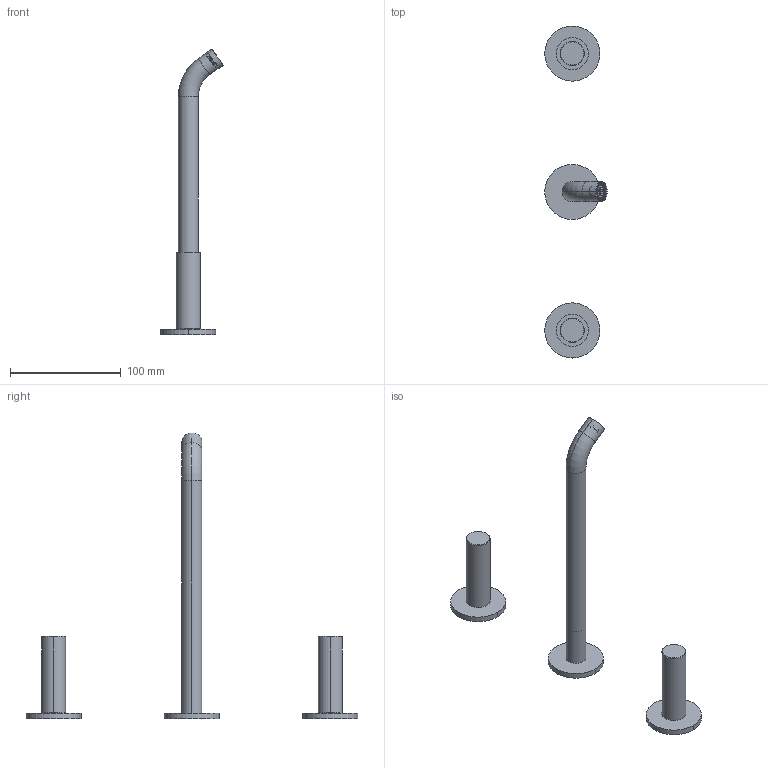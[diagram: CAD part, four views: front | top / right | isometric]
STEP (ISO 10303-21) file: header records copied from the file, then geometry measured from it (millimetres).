
FILE_DESCRIPTION(('CATIA V5 STEP Exchange','CAx-IF Rec.Pracs.--- Model Styling and Organization---1.5--- 2016-08-15','CAx-IF Rec.Pracs.---Supplemental Geometry---1.0---2011-11-01','CAx-IF Rec.Pracs.--- Composite Materials ---3.4---2017-06-13','CAx-IF Rec.Pracs.---Tessellated 3D Geometry---1.0---2015-12-17'),'2;1');
FILE_NAME('X3 01351.stp','2022-09-13T13:21:27+00:00',('none'),('none'),'CATIA Version 5-6 Release 2020 SP2','CATIA V5 STEP AP242 v2','none');
FILE_SCHEMA(('AP242_MANAGED_MODEL_BASED_3D_ENGINEERING_MIM_LF {1 0 10303 442 1 1 4}'));
Length unit declared in the file: millimetre
Products named in the file (7): PR.0484.03; P46886; P46891; PR9C174; P47253; P9C168; P47568
Assembly tree (8 placements, depth 3):
  PR.0484.03
    P46886  x2
    P46891
    PR9C174
      P47253
    P9C168
    P47568  x2
Bounding box: 56.46 x 299.93 x 258.37 mm (x, y, z)
Volume: 83556.5 mm3; surface area: 59403.2 mm2
Topology: 7 solids, 8 shells, 1886 faces, 4891 edges, 3180 vertices
Faces by surface type: bspline 1077, cylinder 344, plane 332, cone 59, torus 48, revolution 24, sphere 2
Entity records: 66148 total; most frequent: CARTESIAN_POINT 31687, ORIENTED_EDGE 9558, EDGE_CURVE 4779, B_SPLINE_CURVE_WITH_KNOTS 3470, VERTEX_POINT 3113, EDGE_LOOP 2014, ADVANCED_FACE 1838, FACE_OUTER_BOUND 1838
